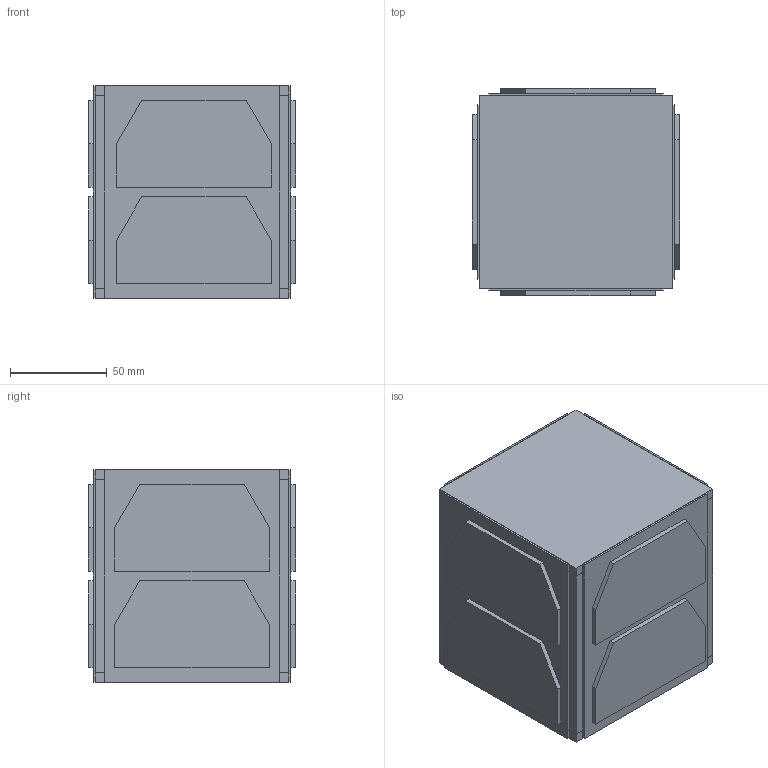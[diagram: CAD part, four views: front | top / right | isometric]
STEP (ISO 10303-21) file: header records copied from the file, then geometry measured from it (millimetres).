
FILE_DESCRIPTION(/* description */ (''),/* implementation_level */ '2;1');
FILE_NAME(/* name */ '1U-Assembly.step',/* time_stamp */ '2024-03-04T16:05:35+02:00',/* author */ (''),/* organization */ (''),/* preprocessor_version */ 'ST-DEVELOPER v20',/* originating_system */ 'Autodesk Translation Framework v12.20.1.177',/* authorisation */ '');
FILE_SCHEMA (('AUTOMOTIVE_DESIGN { 1 0 10303 214 3 1 1 }'));
Length unit declared in the file: millimetre
Products named in the file (17): 1U-TEst; H+ frame; H- frame; XY- cap; XY+ cap; YZ+ panel backing; YZ- panel backing; XZ- panel backing; XZ+ panel backing; XZ- solar1; XZ- solar2; XZ+ solar2; XZ+ solar1; YZ+ solar2; YZ+ solar1; YZ- solar2; YZ- solar1
Assembly tree (16 placements, depth 2):
  1U-TEst
    H+ frame
    H- frame
    XY- cap
    XY+ cap
    YZ+ panel backing
    YZ- panel backing
    XZ- panel backing
    XZ+ panel backing
    XZ- solar1
    XZ- solar2
    XZ+ solar2
    XZ+ solar1
    YZ+ solar2
    YZ+ solar1
    YZ- solar2
    YZ- solar1
Bounding box: 107 x 107 x 110 mm (x, y, z)
Volume: 257754.3 mm3; surface area: 205243.1 mm2
Topology: 16 solids, 16 shells, 128 faces, 288 edges, 192 vertices
Faces by surface type: plane 128
Entity records: 4025 total; most frequent: CARTESIAN_POINT 641, DIRECTION 610, ORIENTED_EDGE 576, LINE 288, VECTOR 288, EDGE_CURVE 288, VERTEX_POINT 192, AXIS2_PLACEMENT_3D 161
